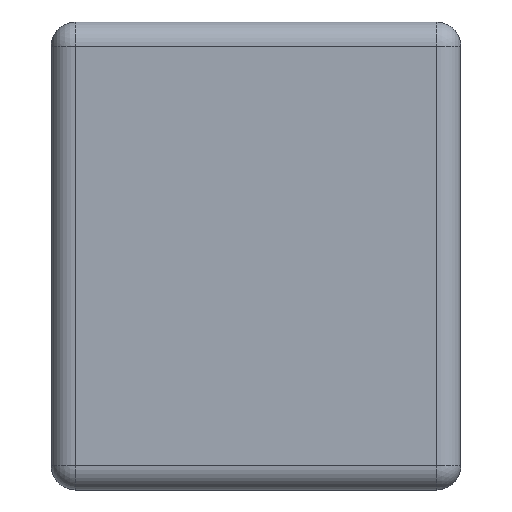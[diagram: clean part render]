
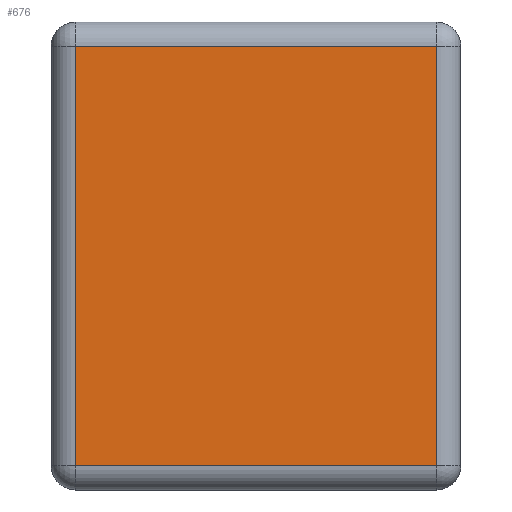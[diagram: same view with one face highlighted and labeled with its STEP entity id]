
A CAD part, left-side view. The second image highlights one B-rep face of the part: STEP entity #676.
In plain terms, the highlighted planar face has unit normal (-1, 0, 0).
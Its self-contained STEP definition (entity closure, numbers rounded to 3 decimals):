
#11 = VECTOR ( 'NONE', #1212, 1000. ) ;
#32 = VECTOR ( 'NONE', #286, 1000. ) ;
#34 = CARTESIAN_POINT ( 'NONE',  ( -1.65, 0.082, -0.717 ) ) ;
#59 = CARTESIAN_POINT ( 'NONE',  ( -1.65, 1.4, -0.8 ) ) ;
#86 = CARTESIAN_POINT ( 'NONE',  ( -1.65, 1.4, -0.717 ) ) ;
#169 = EDGE_CURVE ( 'NONE', #279, #1023, #1174, .T. ) ;
#195 = DIRECTION ( 'NONE',  ( 0., 0., 1. ) ) ;
#201 = VERTEX_POINT ( 'NONE', #34 ) ;
#279 = VERTEX_POINT ( 'NONE', #1241 ) ;
#286 = DIRECTION ( 'NONE',  ( 0., -1., 0. ) ) ;
#297 = ORIENTED_EDGE ( 'NONE', *, *, #828, .T. ) ;
#307 = ORIENTED_EDGE ( 'NONE', *, *, #442, .T. ) ;
#319 = DIRECTION ( 'NONE',  ( 0., 1., 0. ) ) ;
#442 = EDGE_CURVE ( 'NONE', #1023, #201, #1226, .T. ) ;
#559 = EDGE_LOOP ( 'NONE', ( #974, #307, #770, #297 ) ) ;
#631 = FACE_OUTER_BOUND ( 'NONE', #559, .T. ) ;
#662 = LINE ( 'NONE', #884, #821 ) ;
#676 = ADVANCED_FACE ( 'NONE', ( #631 ), #938, .F. ) ;
#714 = LINE ( 'NONE', #1150, #1260 ) ;
#715 = EDGE_CURVE ( 'NONE', #201, #721, #662, .T. ) ;
#721 = VERTEX_POINT ( 'NONE', #891 ) ;
#770 = ORIENTED_EDGE ( 'NONE', *, *, #715, .T. ) ;
#794 = DIRECTION ( 'NONE',  ( 0., 0., -1. ) ) ;
#821 = VECTOR ( 'NONE', #195, 1000. ) ;
#828 = EDGE_CURVE ( 'NONE', #721, #279, #714, .T. ) ;
#835 = CARTESIAN_POINT ( 'NONE',  ( -1.65, 1.318, -0.8 ) ) ;
#854 = DIRECTION ( 'NONE',  ( 1., 0., 0. ) ) ;
#884 = CARTESIAN_POINT ( 'NONE',  ( -1.65, 0.082, -0.8 ) ) ;
#891 = CARTESIAN_POINT ( 'NONE',  ( -1.65, 0.082, 0.718 ) ) ;
#938 = PLANE ( 'NONE',  #1170 ) ;
#946 = CARTESIAN_POINT ( 'NONE',  ( -1.65, 1.318, -0.717 ) ) ;
#974 = ORIENTED_EDGE ( 'NONE', *, *, #169, .T. ) ;
#1023 = VERTEX_POINT ( 'NONE', #946 ) ;
#1150 = CARTESIAN_POINT ( 'NONE',  ( -1.65, 1.4, 0.718 ) ) ;
#1170 = AXIS2_PLACEMENT_3D ( 'NONE', #59, #854, #794 ) ;
#1174 = LINE ( 'NONE', #835, #11 ) ;
#1212 = DIRECTION ( 'NONE',  ( 0., 0., -1. ) ) ;
#1226 = LINE ( 'NONE', #86, #32 ) ;
#1241 = CARTESIAN_POINT ( 'NONE',  ( -1.65, 1.318, 0.718 ) ) ;
#1260 = VECTOR ( 'NONE', #319, 1000. ) ;
